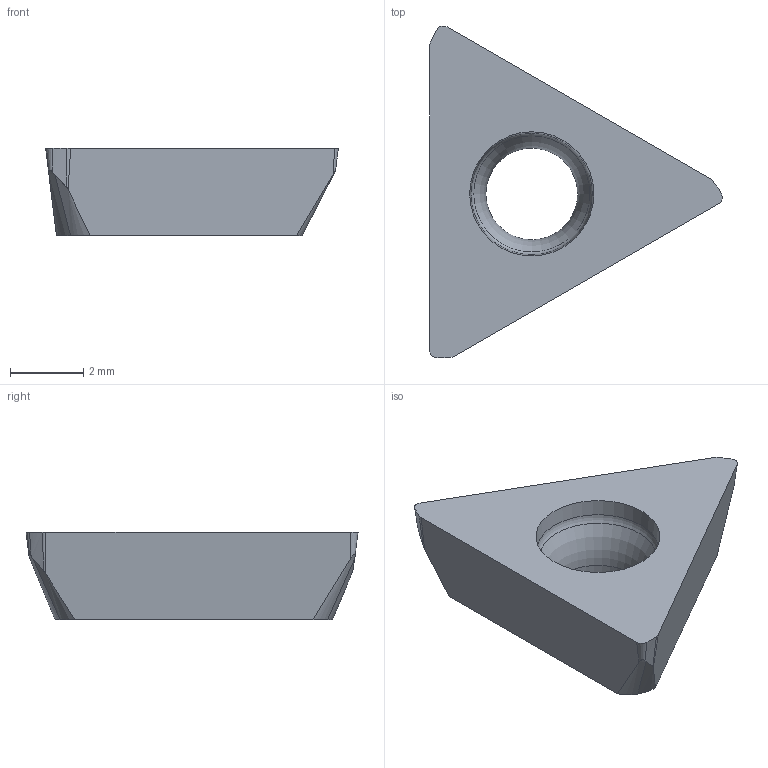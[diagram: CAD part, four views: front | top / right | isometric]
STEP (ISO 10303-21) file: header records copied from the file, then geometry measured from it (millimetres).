
FILE_DESCRIPTION(/* description */ (''),/* implementation_level */ '2;1');
FILE_NAME(/* name */ 'aaa337492_a.stp',/* time_stamp */ '2019-09-16T14:40:57+02:00',/* author */ (''),/* organization */ ('SMS'),/* preprocessor_version */ 'ST-DEVELOPER v16.7',/* originating_system */ 'SIEMENS PLM Software NX 12.0',/* authorisation */ '');
FILE_SCHEMA (('AUTOMOTIVE_DESIGN { 1 0 10303 214 3 1 1 1 }'));
Length unit declared in the file: millimetre
Products named in the file (1): AAA337492_A
Bounding box: 7.97 x 9.04 x 2.38 mm (x, y, z)
Volume: 69.5 mm3; surface area: 140.5 mm2
Topology: 1 solids, 1 shells, 24 faces, 64 edges, 44 vertices
Faces by surface type: cone 10, bspline 6, plane 5, torus 2, cylinder 1
Full cylindrical faces by diameter (mm): 2.5 x1
Entity records: 973 total; most frequent: CARTESIAN_POINT 406, ORIENTED_EDGE 118, DIRECTION 88, EDGE_CURVE 59, VERTEX_POINT 41, AXIS2_PLACEMENT_3D 35, EDGE_LOOP 30, ADVANCED_FACE 24
